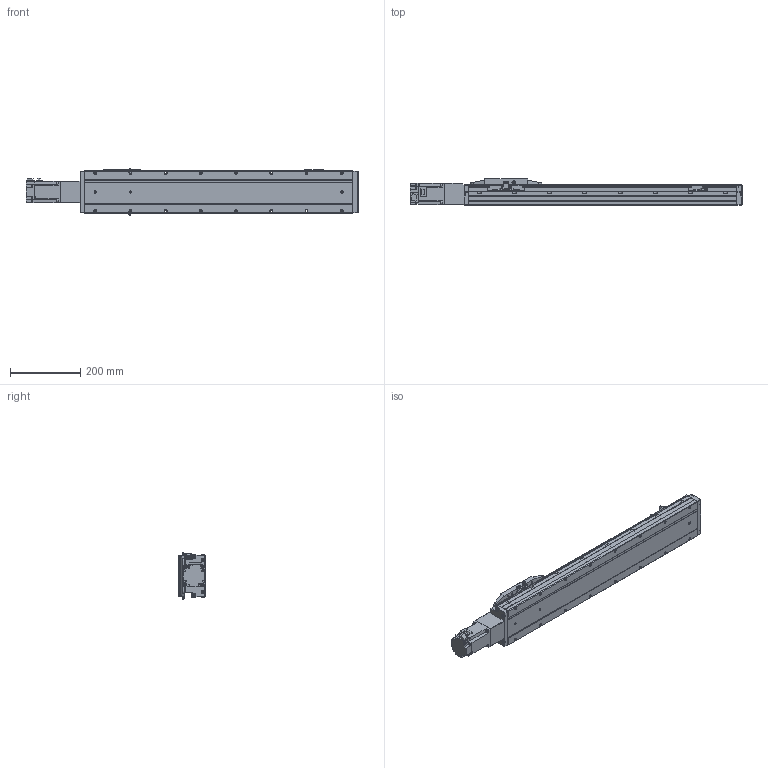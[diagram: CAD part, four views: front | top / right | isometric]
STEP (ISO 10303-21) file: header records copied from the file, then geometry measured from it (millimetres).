
FILE_DESCRIPTION (( 'STEP AP214' ), '1' );
FILE_NAME ('MTU120BC-16XLD-0550-XXXX.STEP', '2025-02-27T13:33:05', ( '' ), ( '' ), 'SwSTEP 2.0', 'SolidWorks 2022', '' );
FILE_SCHEMA (( 'AUTOMOTIVE_DESIGN' ));
Length unit declared in the file: millimetre
Products named in the file (11): MTU120-550SENSOR; MTU120-550SANGTOOTH; MTU120-550-3; FANG STICKER; MTU120-550-4; MTU120BC-16XLD-0550-XXXX; MTU120-550-2; MTU120-550CARRIAGE; MTU120-550SENSORPLATE; MTU120-550-1; MTU120-550MOTOR
Assembly tree (14 placements, depth 2):
  MTU120BC-16XLD-0550-XXXX
    MTU120-550-1
    MTU120-550-2
    MTU120-550-3
    MTU120-550MOTOR
    MTU120-550CARRIAGE
    MTU120-550-4
    MTU120-550SENSORPLATE  x3
    MTU120-550SENSOR  x3
    MTU120-550SANGTOOTH
    FANG STICKER
Bounding box: 942.3 x 76 x 133.6 mm (x, y, z)
Volume: 5734700.5 mm3; surface area: 483568.2 mm2
Topology: 14 solids, 15 shells, 1704 faces, 4407 edges, 2865 vertices
Faces by surface type: plane 1079, cylinder 469, cone 102, torus 50, sphere 4
Entity records: 44318 total; most frequent: CARTESIAN_POINT 8033, DIRECTION 7503, ORIENTED_EDGE 7362, EDGE_CURVE 3681, VECTOR 2713, LINE 2713, AXIS2_PLACEMENT_3D 2395, VERTEX_POINT 2393
